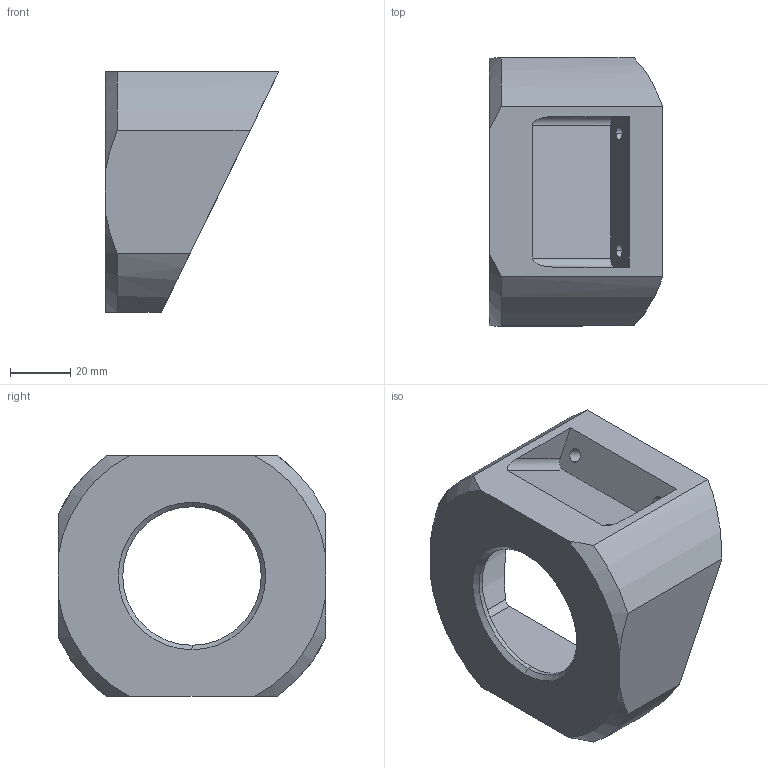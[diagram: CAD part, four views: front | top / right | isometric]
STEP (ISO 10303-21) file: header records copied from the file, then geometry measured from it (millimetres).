
FILE_DESCRIPTION (( 'STEP AP214' ), '1' );
FILE_NAME ('ÎÄÌ.003.02.02.00.001 Êîðïóñ.STEP', '2020-09-09T13:02:45', ( '' ), ( '' ), 'SwSTEP 2.0', 'SolidWorks 2020', '' );
FILE_SCHEMA (( 'AUTOMOTIVE_DESIGN' ));
Length unit declared in the file: millimetre
Products named in the file (1): ÎÄÌ.003.02.02.00.001 Êîðïóñ
Bounding box: 57.61 x 89 x 80 mm (x, y, z)
Volume: 87577.9 mm3; surface area: 31276.1 mm2
Topology: 1 solids, 1 shells, 43 faces, 115 edges, 76 vertices
Faces by surface type: cylinder 20, plane 17, cone 6
Entity records: 1415 total; most frequent: CARTESIAN_POINT 317, ORIENTED_EDGE 230, DIRECTION 213, EDGE_CURVE 115, AXIS2_PLACEMENT_3D 76, VERTEX_POINT 76, VECTOR 61, LINE 61
